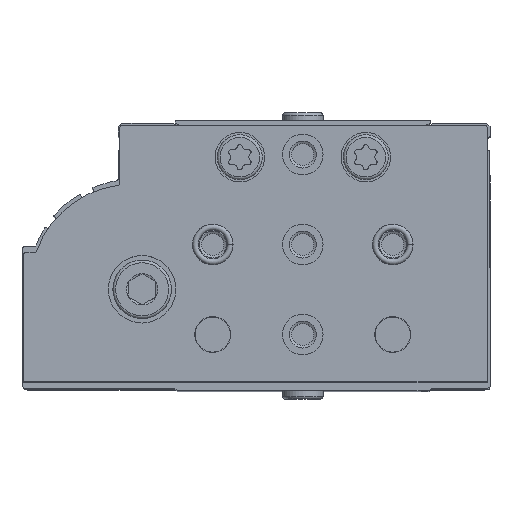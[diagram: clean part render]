
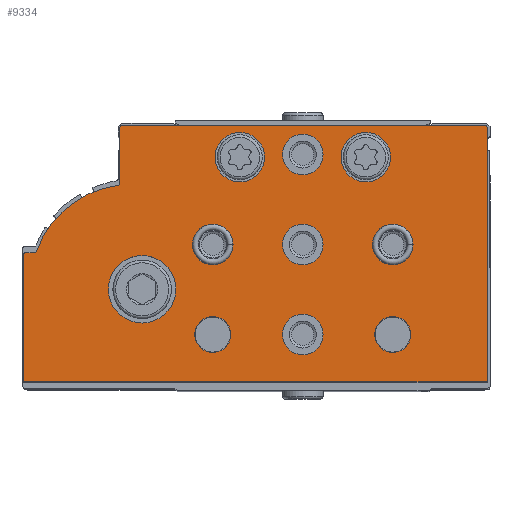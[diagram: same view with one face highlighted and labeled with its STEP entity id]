
A CAD part, top view. The second image highlights one B-rep face of the part: STEP entity #9334.
In plain terms, the highlighted face is planar.
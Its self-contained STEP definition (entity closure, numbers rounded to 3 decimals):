
#944=LINE('',#15785,#1674);
#946=LINE('',#15789,#1676);
#948=LINE('',#15793,#1678);
#951=LINE('',#15801,#1681);
#956=LINE('',#15817,#1686);
#959=LINE('',#15825,#1689);
#1674=VECTOR('',#12751,1000.);
#1676=VECTOR('',#12755,1000.);
#1678=VECTOR('',#12759,1000.);
#1681=VECTOR('',#12768,1000.);
#1686=VECTOR('',#12787,1000.);
#1689=VECTOR('',#12796,1000.);
#3588=ORIENTED_EDGE('',*,*,#5321,.T.);
#3589=ORIENTED_EDGE('',*,*,#5322,.T.);
#3590=ORIENTED_EDGE('',*,*,#5323,.T.);
#3591=ORIENTED_EDGE('',*,*,#5324,.T.);
#3592=ORIENTED_EDGE('',*,*,#5325,.T.);
#3593=ORIENTED_EDGE('',*,*,#5326,.T.);
#3594=ORIENTED_EDGE('',*,*,#5327,.T.);
#3595=ORIENTED_EDGE('',*,*,#5328,.T.);
#3596=ORIENTED_EDGE('',*,*,#5329,.T.);
#3597=ORIENTED_EDGE('',*,*,#5330,.T.);
#3598=ORIENTED_EDGE('',*,*,#5296,.F.);
#3599=ORIENTED_EDGE('',*,*,#5319,.F.);
#3600=ORIENTED_EDGE('',*,*,#5317,.F.);
#3601=ORIENTED_EDGE('',*,*,#5315,.F.);
#3602=ORIENTED_EDGE('',*,*,#5313,.T.);
#3603=ORIENTED_EDGE('',*,*,#5311,.F.);
#3604=ORIENTED_EDGE('',*,*,#5309,.T.);
#3605=ORIENTED_EDGE('',*,*,#5307,.F.);
#3606=ORIENTED_EDGE('',*,*,#5305,.F.);
#3607=ORIENTED_EDGE('',*,*,#5303,.F.);
#3608=ORIENTED_EDGE('',*,*,#5301,.F.);
#3609=ORIENTED_EDGE('',*,*,#5299,.F.);
#5296=EDGE_CURVE('',#6338,#6339,#6913,.T.);
#5299=EDGE_CURVE('',#6339,#6340,#944,.T.);
#5301=EDGE_CURVE('',#6340,#6341,#946,.T.);
#5303=EDGE_CURVE('',#6341,#6342,#948,.T.);
#5305=EDGE_CURVE('',#6342,#6343,#6914,.T.);
#5307=EDGE_CURVE('',#6343,#6344,#951,.T.);
#5309=EDGE_CURVE('',#6345,#6344,#6915,.T.);
#5311=EDGE_CURVE('',#6345,#6346,#6916,.T.);
#5313=EDGE_CURVE('',#6347,#6346,#6917,.T.);
#5315=EDGE_CURVE('',#6347,#6348,#956,.T.);
#5317=EDGE_CURVE('',#6348,#6349,#6918,.T.);
#5319=EDGE_CURVE('',#6349,#6338,#959,.T.);
#5321=EDGE_CURVE('',#6350,#6350,#6919,.T.);
#5322=EDGE_CURVE('',#6351,#6351,#6920,.T.);
#5323=EDGE_CURVE('',#6352,#6352,#6921,.T.);
#5324=EDGE_CURVE('',#6353,#6353,#6922,.T.);
#5325=EDGE_CURVE('',#6354,#6354,#6923,.T.);
#5326=EDGE_CURVE('',#6355,#6355,#6924,.T.);
#5327=EDGE_CURVE('',#6356,#6356,#6925,.T.);
#5328=EDGE_CURVE('',#6357,#6357,#6926,.T.);
#5329=EDGE_CURVE('',#6358,#6358,#6927,.T.);
#5330=EDGE_CURVE('',#6359,#6359,#6928,.T.);
#6338=VERTEX_POINT('',#15780);
#6339=VERTEX_POINT('',#15781);
#6340=VERTEX_POINT('',#15786);
#6341=VERTEX_POINT('',#15790);
#6342=VERTEX_POINT('',#15794);
#6343=VERTEX_POINT('',#15798);
#6344=VERTEX_POINT('',#15802);
#6345=VERTEX_POINT('',#15806);
#6346=VERTEX_POINT('',#15810);
#6347=VERTEX_POINT('',#15814);
#6348=VERTEX_POINT('',#15818);
#6349=VERTEX_POINT('',#15822);
#6350=VERTEX_POINT('',#15829);
#6351=VERTEX_POINT('',#15831);
#6352=VERTEX_POINT('',#15833);
#6353=VERTEX_POINT('',#15835);
#6354=VERTEX_POINT('',#15837);
#6355=VERTEX_POINT('',#15839);
#6356=VERTEX_POINT('',#15841);
#6357=VERTEX_POINT('',#15843);
#6358=VERTEX_POINT('',#15845);
#6359=VERTEX_POINT('',#15847);
#6913=CIRCLE('',#10436,0.5);
#6914=CIRCLE('',#10441,0.5);
#6915=CIRCLE('',#10444,0.5);
#6916=CIRCLE('',#10446,22.5);
#6917=CIRCLE('',#10448,0.5);
#6918=CIRCLE('',#10451,0.5);
#6919=CIRCLE('',#10454,7.5);
#6920=CIRCLE('',#10455,4.5);
#6921=CIRCLE('',#10456,5.5);
#6922=CIRCLE('',#10457,5.5);
#6923=CIRCLE('',#10458,4.5);
#6924=CIRCLE('',#10459,4.5);
#6925=CIRCLE('',#10460,4.5);
#6926=CIRCLE('',#10461,4.);
#6927=CIRCLE('',#10462,4.5);
#6928=CIRCLE('',#10463,4.);
#7583=EDGE_LOOP('',(#3588));
#7584=EDGE_LOOP('',(#3589));
#7585=EDGE_LOOP('',(#3590));
#7586=EDGE_LOOP('',(#3591));
#7587=EDGE_LOOP('',(#3592));
#7588=EDGE_LOOP('',(#3593));
#7589=EDGE_LOOP('',(#3594));
#7590=EDGE_LOOP('',(#3595));
#7591=EDGE_LOOP('',(#3596));
#7592=EDGE_LOOP('',(#3597));
#7593=EDGE_LOOP('',(#3598,#3599,#3600,#3601,#3602,#3603,#3604,#3605,#3606,
#3607,#3608,#3609));
#8379=FACE_BOUND('',#7583,.T.);
#8380=FACE_BOUND('',#7584,.T.);
#8381=FACE_BOUND('',#7585,.T.);
#8382=FACE_BOUND('',#7586,.T.);
#8383=FACE_BOUND('',#7587,.T.);
#8384=FACE_BOUND('',#7588,.T.);
#8385=FACE_BOUND('',#7589,.T.);
#8386=FACE_BOUND('',#7590,.T.);
#8387=FACE_BOUND('',#7591,.T.);
#8388=FACE_BOUND('',#7592,.T.);
#8389=FACE_BOUND('',#7593,.T.);
#8890=PLANE('',#10453);
#9334=ADVANCED_FACE('',(#8379,#8380,#8381,#8382,#8383,#8384,#8385,#8386,
#8387,#8388,#8389),#8890,.F.);
#10436=AXIS2_PLACEMENT_3D('',#15779,#12745,#12746);
#10441=AXIS2_PLACEMENT_3D('',#15797,#12763,#12764);
#10444=AXIS2_PLACEMENT_3D('',#15805,#12772,#12773);
#10446=AXIS2_PLACEMENT_3D('',#15809,#12777,#12778);
#10448=AXIS2_PLACEMENT_3D('',#15813,#12782,#12783);
#10451=AXIS2_PLACEMENT_3D('',#15821,#12791,#12792);
#10453=AXIS2_PLACEMENT_3D('',#15827,#12798,#12799);
#10454=AXIS2_PLACEMENT_3D('',#15828,#12800,#12801);
#10455=AXIS2_PLACEMENT_3D('',#15830,#12802,#12803);
#10456=AXIS2_PLACEMENT_3D('',#15832,#12804,#12805);
#10457=AXIS2_PLACEMENT_3D('',#15834,#12806,#12807);
#10458=AXIS2_PLACEMENT_3D('',#15836,#12808,#12809);
#10459=AXIS2_PLACEMENT_3D('',#15838,#12810,#12811);
#10460=AXIS2_PLACEMENT_3D('',#15840,#12812,#12813);
#10461=AXIS2_PLACEMENT_3D('',#15842,#12814,#12815);
#10462=AXIS2_PLACEMENT_3D('',#15844,#12816,#12817);
#10463=AXIS2_PLACEMENT_3D('',#15846,#12818,#12819);
#12745=DIRECTION('',(0.,0.,1.));
#12746=DIRECTION('',(1.,0.,0.));
#12751=DIRECTION('',(0.,-1.,0.));
#12755=DIRECTION('',(1.,0.,0.));
#12759=DIRECTION('',(0.,1.,0.));
#12763=DIRECTION('',(0.,0.,1.));
#12764=DIRECTION('',(1.,0.,0.));
#12768=DIRECTION('',(-1.,0.,0.));
#12772=DIRECTION('',(0.,0.,1.));
#12773=DIRECTION('',(1.,0.,0.));
#12777=DIRECTION('',(0.,0.,1.));
#12778=DIRECTION('',(1.,0.,0.));
#12782=DIRECTION('',(0.,0.,1.));
#12783=DIRECTION('',(1.,0.,0.));
#12787=DIRECTION('',(0.,1.,0.));
#12791=DIRECTION('',(0.,0.,1.));
#12792=DIRECTION('',(1.,0.,0.));
#12796=DIRECTION('',(-1.,0.,0.));
#12798=DIRECTION('',(0.,0.,1.));
#12799=DIRECTION('',(1.,0.,0.));
#12800=DIRECTION('',(0.,0.,1.));
#12801=DIRECTION('',(1.,0.,0.));
#12802=DIRECTION('',(0.,0.,1.));
#12803=DIRECTION('',(1.,0.,0.));
#12804=DIRECTION('',(0.,0.,1.));
#12805=DIRECTION('',(1.,0.,0.));
#12806=DIRECTION('',(0.,0.,1.));
#12807=DIRECTION('',(1.,0.,0.));
#12808=DIRECTION('',(0.,0.,1.));
#12809=DIRECTION('',(1.,0.,0.));
#12810=DIRECTION('',(0.,0.,1.));
#12811=DIRECTION('',(1.,0.,0.));
#12812=DIRECTION('',(0.,0.,1.));
#12813=DIRECTION('',(1.,0.,0.));
#12814=DIRECTION('',(0.,0.,1.));
#12815=DIRECTION('',(1.,0.,0.));
#12816=DIRECTION('',(0.,0.,1.));
#12817=DIRECTION('',(1.,0.,0.));
#12818=DIRECTION('',(0.,0.,1.));
#12819=DIRECTION('',(1.,0.,0.));
#15779=CARTESIAN_POINT('',(0.5,56.5,0.));
#15780=CARTESIAN_POINT('',(0.5,57.,0.));
#15781=CARTESIAN_POINT('',(0.,56.5,0.));
#15785=CARTESIAN_POINT('',(0.,56.5,0.));
#15786=CARTESIAN_POINT('',(0.,0.,0.));
#15789=CARTESIAN_POINT('',(0.,0.,0.));
#15790=CARTESIAN_POINT('',(103.,0.,0.));
#15793=CARTESIAN_POINT('',(103.,0.,0.));
#15794=CARTESIAN_POINT('',(103.,28.2,0.));
#15797=CARTESIAN_POINT('',(102.5,28.2,0.));
#15798=CARTESIAN_POINT('',(102.5,28.7,0.));
#15801=CARTESIAN_POINT('',(102.5,28.7,0.));
#15802=CARTESIAN_POINT('',(100.637,28.7,0.));
#15805=CARTESIAN_POINT('',(100.637,29.2,0.));
#15806=CARTESIAN_POINT('',(100.167,29.03,0.));
#15809=CARTESIAN_POINT('',(79.,21.4,0.));
#15810=CARTESIAN_POINT('',(82.033,43.695,0.));
#15813=CARTESIAN_POINT('',(82.1,44.19,0.));
#15814=CARTESIAN_POINT('',(81.6,44.19,0.));
#15817=CARTESIAN_POINT('',(81.6,44.19,0.));
#15818=CARTESIAN_POINT('',(81.6,56.5,0.));
#15821=CARTESIAN_POINT('',(81.1,56.5,0.));
#15822=CARTESIAN_POINT('',(81.1,57.,0.));
#15825=CARTESIAN_POINT('',(81.1,57.,0.));
#15827=CARTESIAN_POINT('',(0.5,56.5,0.));
#15828=CARTESIAN_POINT('',(76.65,20.6,0.));
#15829=CARTESIAN_POINT('',(84.15,20.6,0.));
#15830=CARTESIAN_POINT('',(40.95,50.55,0.));
#15831=CARTESIAN_POINT('',(45.45,50.55,0.));
#15832=CARTESIAN_POINT('',(54.95,49.95,0.));
#15833=CARTESIAN_POINT('',(60.45,49.95,0.));
#15834=CARTESIAN_POINT('',(26.95,49.95,0.));
#15835=CARTESIAN_POINT('',(32.45,49.95,0.));
#15836=CARTESIAN_POINT('',(60.95,30.55,0.));
#15837=CARTESIAN_POINT('',(65.45,30.55,0.));
#15838=CARTESIAN_POINT('',(40.95,30.55,0.));
#15839=CARTESIAN_POINT('',(45.45,30.55,0.));
#15840=CARTESIAN_POINT('',(20.95,30.55,0.));
#15841=CARTESIAN_POINT('',(25.45,30.55,0.));
#15842=CARTESIAN_POINT('',(60.95,10.55,0.));
#15843=CARTESIAN_POINT('',(64.95,10.55,0.));
#15844=CARTESIAN_POINT('',(40.95,10.55,0.));
#15845=CARTESIAN_POINT('',(45.45,10.55,0.));
#15846=CARTESIAN_POINT('',(20.95,10.55,0.));
#15847=CARTESIAN_POINT('',(24.95,10.55,0.));
